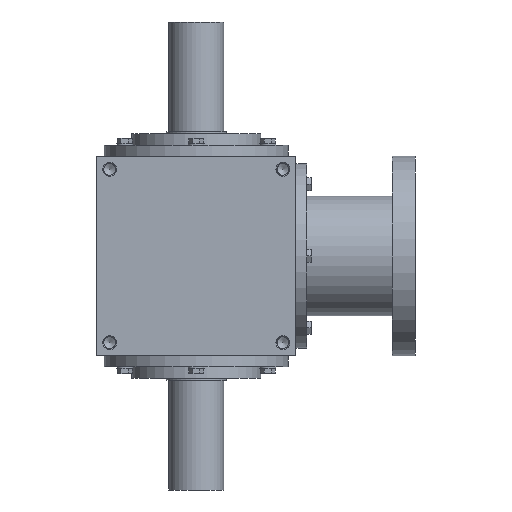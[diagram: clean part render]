
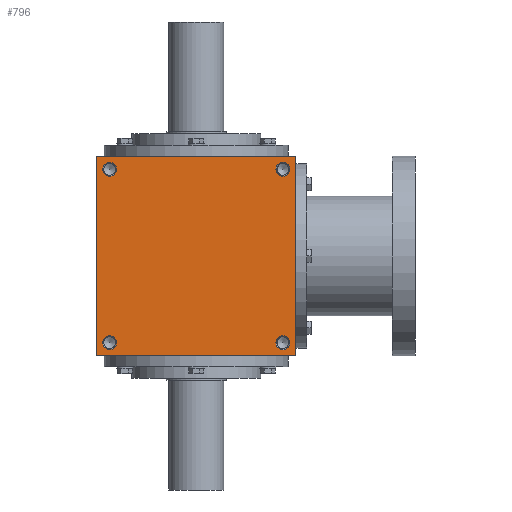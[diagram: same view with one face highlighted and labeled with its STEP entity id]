
A CAD part, front view. The second image highlights one B-rep face of the part: STEP entity #796.
In plain terms, the highlighted planar face has unit normal (0, -1, 0).
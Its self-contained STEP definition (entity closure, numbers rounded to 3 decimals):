
#796 = ADVANCED_FACE( '', ( #1590, #1591, #1592, #1593, #1594 ), #1595, .F. );
#1590 = FACE_BOUND( '', #2321, .T. );
#1591 = FACE_BOUND( '', #2322, .T. );
#1592 = FACE_BOUND( '', #2323, .T. );
#1593 = FACE_BOUND( '', #2324, .T. );
#1594 = FACE_OUTER_BOUND( '', #2325, .T. );
#1595 = PLANE( '', #2326 );
#2321 = EDGE_LOOP( '', ( #3651 ) );
#2322 = EDGE_LOOP( '', ( #3652 ) );
#2323 = EDGE_LOOP( '', ( #3653 ) );
#2324 = EDGE_LOOP( '', ( #3654 ) );
#2325 = EDGE_LOOP( '', ( #3655, #3656, #3657, #3658 ) );
#2326 = AXIS2_PLACEMENT_3D( '', #3659, #3660, #3661 );
#3651 = ORIENTED_EDGE( '', *, *, #4008, .T. );
#3652 = ORIENTED_EDGE( '', *, *, #3991, .T. );
#3653 = ORIENTED_EDGE( '', *, *, #3939, .F. );
#3654 = ORIENTED_EDGE( '', *, *, #3860, .F. );
#3655 = ORIENTED_EDGE( '', *, *, #4183, .T. );
#3656 = ORIENTED_EDGE( '', *, *, #4167, .F. );
#3657 = ORIENTED_EDGE( '', *, *, #4237, .F. );
#3658 = ORIENTED_EDGE( '', *, *, #4156, .T. );
#3659 = CARTESIAN_POINT( '', ( -100., -100., 100. ) );
#3660 = DIRECTION( '', ( 0., 1., 0. ) );
#3661 = DIRECTION( '', ( 0., 0., 1. ) );
#3860 = EDGE_CURVE( '', #4453, #4453, #4454, .T. );
#3939 = EDGE_CURVE( '', #4573, #4573, #4574, .T. );
#3991 = EDGE_CURVE( '', #4656, #4656, #4657, .T. );
#4008 = EDGE_CURVE( '', #4682, #4682, #4683, .T. );
#4156 = EDGE_CURVE( '', #4884, #4882, #4885, .T. );
#4167 = EDGE_CURVE( '', #4897, #4895, #4899, .T. );
#4183 = EDGE_CURVE( '', #4882, #4895, #4917, .T. );
#4237 = EDGE_CURVE( '', #4884, #4897, #4972, .T. );
#4453 = VERTEX_POINT( '', #5290 );
#4454 = CIRCLE( '', #5291, 7. );
#4573 = VERTEX_POINT( '', #5448 );
#4574 = CIRCLE( '', #5449, 7. );
#4656 = VERTEX_POINT( '', #5559 );
#4657 = CIRCLE( '', #5560, 7. );
#4682 = VERTEX_POINT( '', #5585 );
#4683 = CIRCLE( '', #5586, 7. );
#4882 = VERTEX_POINT( '', #5858 );
#4884 = VERTEX_POINT( '', #5861 );
#4885 = LINE( '', #5862, #5863 );
#4895 = VERTEX_POINT( '', #5886 );
#4897 = VERTEX_POINT( '', #5889 );
#4899 = LINE( '', #5892, #5893 );
#4917 = LINE( '', #5912, #5913 );
#4972 = LINE( '', #5983, #5984 );
#5290 = CARTESIAN_POINT( '', ( 87., -100., 80. ) );
#5291 = AXIS2_PLACEMENT_3D( '', #6221, #6222, #6223 );
#5448 = CARTESIAN_POINT( '', ( 87., -100., -94. ) );
#5449 = AXIS2_PLACEMENT_3D( '', #6348, #6349, #6350 );
#5559 = CARTESIAN_POINT( '', ( -87., -100., 94. ) );
#5560 = AXIS2_PLACEMENT_3D( '', #6438, #6439, #6440 );
#5585 = CARTESIAN_POINT( '', ( -87., -100., -80. ) );
#5586 = AXIS2_PLACEMENT_3D( '', #6471, #6472, #6473 );
#5858 = CARTESIAN_POINT( '', ( -100., -100., -100. ) );
#5861 = CARTESIAN_POINT( '', ( -100., -100., 100. ) );
#5862 = CARTESIAN_POINT( '', ( -100., -100., 100. ) );
#5863 = VECTOR( '', #6672, 1000. );
#5886 = CARTESIAN_POINT( '', ( 100., -100., -100. ) );
#5889 = CARTESIAN_POINT( '', ( 100., -100., 100. ) );
#5892 = CARTESIAN_POINT( '', ( 100., -100., 100. ) );
#5893 = VECTOR( '', #6682, 1000. );
#5912 = CARTESIAN_POINT( '', ( -100., -100., -100. ) );
#5913 = VECTOR( '', #6702, 1000. );
#5983 = CARTESIAN_POINT( '', ( -100., -100., 100. ) );
#5984 = VECTOR( '', #6739, 1000. );
#6221 = CARTESIAN_POINT( '', ( 87., -100., 87. ) );
#6222 = DIRECTION( '', ( 0., -1., 0. ) );
#6223 = DIRECTION( '', ( 0., 0., -1. ) );
#6348 = CARTESIAN_POINT( '', ( 87., -100., -87. ) );
#6349 = DIRECTION( '', ( 0., -1., 0. ) );
#6350 = DIRECTION( '', ( 0., 0., -1. ) );
#6438 = CARTESIAN_POINT( '', ( -87., -100., 87. ) );
#6439 = DIRECTION( '', ( 0., 1., 0. ) );
#6440 = DIRECTION( '', ( 0., 0., 1. ) );
#6471 = CARTESIAN_POINT( '', ( -87., -100., -87. ) );
#6472 = DIRECTION( '', ( 0., 1., 0. ) );
#6473 = DIRECTION( '', ( 0., 0., 1. ) );
#6672 = DIRECTION( '', ( 0., 0., -1. ) );
#6682 = DIRECTION( '', ( 0., 0., -1. ) );
#6702 = DIRECTION( '', ( 1., 0., 0. ) );
#6739 = DIRECTION( '', ( 1., 0., 0. ) );
